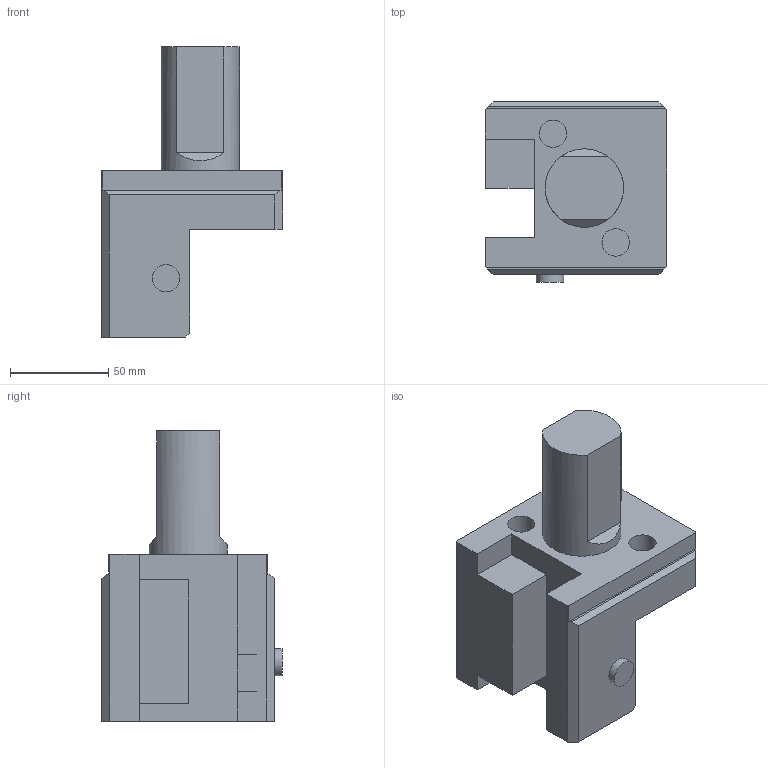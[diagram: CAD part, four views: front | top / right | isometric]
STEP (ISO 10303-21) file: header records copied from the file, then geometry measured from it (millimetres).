
FILE_DESCRIPTION(/* description */ (''),/* implementation_level */ '2;1');
FILE_NAME(/* name */ '1598355459646.stp',/* time_stamp */ '2020-08-25T13:37:46+02:00',/* author */ (''),/* organization */ ('SMS'),/* preprocessor_version */ 'ST-DEVELOPER v16.7',/* originating_system */ 'SIEMENS PLM Software NX 12.0',/* authorisation */ '');
FILE_SCHEMA (('AUTOMOTIVE_DESIGN { 1 0 10303 214 3 1 1 1 }'));
Length unit declared in the file: millimetre
Products named in the file (1): 201988286mod000_00
Bounding box: 92.5 x 91.85 x 148 mm (x, y, z)
Volume: 455502.3 mm3; surface area: 52405.7 mm2
Topology: 1 solids, 1 shells, 47 faces, 123 edges, 85 vertices
Faces by surface type: plane 43, cylinder 4
Full cylindrical faces by diameter (mm): 14 x3, 40 x1
Entity records: 1468 total; most frequent: CARTESIAN_POINT 253, ORIENTED_EDGE 236, DIRECTION 231, EDGE_CURVE 118, LINE 107, VECTOR 107, VERTEX_POINT 81, AXIS2_PLACEMENT_3D 62
